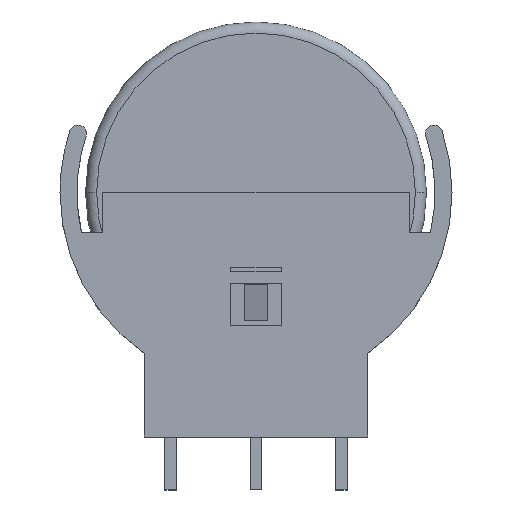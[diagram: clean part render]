
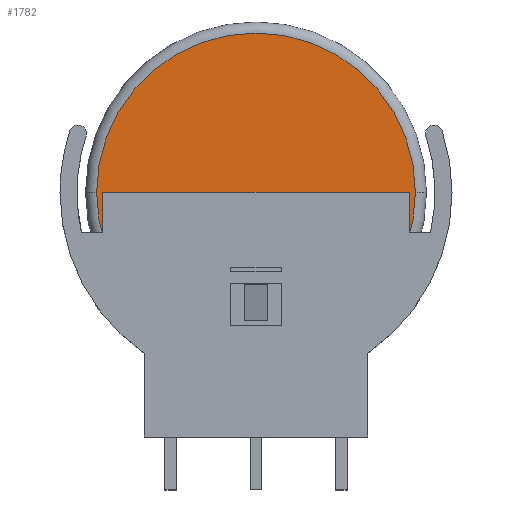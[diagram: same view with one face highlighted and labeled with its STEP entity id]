
A CAD part, top view. The second image highlights one B-rep face of the part: STEP entity #1782.
In plain terms, the highlighted planar face has unit normal (0, 0, 1).
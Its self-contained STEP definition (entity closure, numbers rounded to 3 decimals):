
#71 = DIRECTION ( 'NONE',  ( 0., 0., 1. ) ) ;
#738 = EDGE_LOOP ( 'NONE', ( #4772, #5972 ) ) ;
#876 = VERTEX_POINT ( 'NONE', #1794 ) ;
#1321 = CARTESIAN_POINT ( 'NONE',  ( 0., 0., 1.42 ) ) ;
#1782 = ADVANCED_FACE ( 'NONE', ( #5561 ), #5734, .T. ) ;
#1794 = CARTESIAN_POINT ( 'NONE',  ( 9.35, 0., 1.42 ) ) ;
#1982 = CARTESIAN_POINT ( 'NONE',  ( 0., 0., 1.42 ) ) ;
#2256 = CARTESIAN_POINT ( 'NONE',  ( -9.35, 0., 1.42 ) ) ;
#2531 = EDGE_CURVE ( 'NONE', #4651, #876, #2930, .T. ) ;
#2759 = DIRECTION ( 'NONE',  ( 1., 0., 0. ) ) ;
#2930 = CIRCLE ( 'NONE', #3626, 9.35 ) ;
#3626 = AXIS2_PLACEMENT_3D ( 'NONE', #1321, #71, #5735 ) ;
#3733 = AXIS2_PLACEMENT_3D ( 'NONE', #8117, #6201, #4359 ) ;
#3867 = DIRECTION ( 'NONE',  ( 0., 0., 1. ) ) ;
#4359 = DIRECTION ( 'NONE',  ( 1., 0., 0. ) ) ;
#4651 = VERTEX_POINT ( 'NONE', #2256 ) ;
#4754 = EDGE_CURVE ( 'NONE', #876, #4651, #6169, .T. ) ;
#4772 = ORIENTED_EDGE ( 'NONE', *, *, #4754, .T. ) ;
#4892 = AXIS2_PLACEMENT_3D ( 'NONE', #1982, #3867, #2759 ) ;
#5561 = FACE_OUTER_BOUND ( 'NONE', #738, .T. ) ;
#5734 = PLANE ( 'NONE',  #4892 ) ;
#5735 = DIRECTION ( 'NONE',  ( 1., 0., 0. ) ) ;
#5972 = ORIENTED_EDGE ( 'NONE', *, *, #2531, .T. ) ;
#6169 = CIRCLE ( 'NONE', #3733, 9.35 ) ;
#6201 = DIRECTION ( 'NONE',  ( 0., 0., 1. ) ) ;
#8117 = CARTESIAN_POINT ( 'NONE',  ( 0., 0., 1.42 ) ) ;
